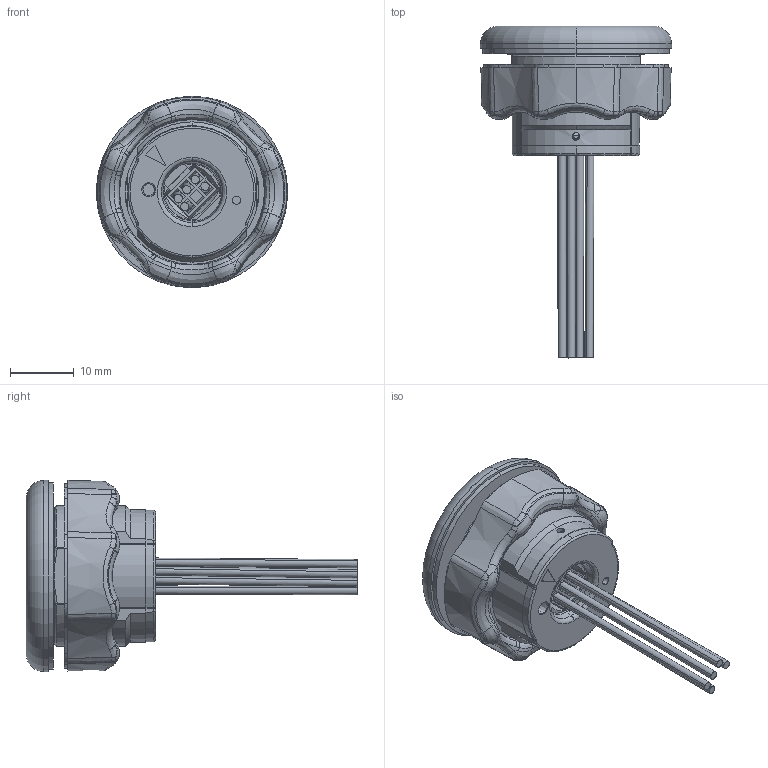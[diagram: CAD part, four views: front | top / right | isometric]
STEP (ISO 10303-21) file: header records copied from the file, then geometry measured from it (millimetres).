
FILE_DESCRIPTION (( 'STEP AP203' ), '1' );
FILE_NAME ('CS10KMMDU-B14-0A5F.step', '2024-12-17T17:46:18', ( '' ), ( '' ), 'SwSTEP 2.0', 'SolidWorks 2024', '' );
FILE_SCHEMA (( 'CONFIG_CONTROL_DESIGN' ));
Length unit declared in the file: inch
Products named in the file (1): CS10KMMDU-B14-0A5F
Bounding box: 30 x 52.05 x 30 mm (x, y, z)
Volume: 10640.5 mm3; surface area: 6448.3 mm2
Topology: 7 solids, 7 shells, 601 faces, 1555 edges, 971 vertices
Faces by surface type: bspline 223, plane 204, cone 97, cylinder 75, torus 2
Entity records: 24984 total; most frequent: CARTESIAN_POINT 11988, ORIENTED_EDGE 3094, DIRECTION 2145, EDGE_CURVE 1547, VERTEX_POINT 971, AXIS2_PLACEMENT_3D 790, EDGE_LOOP 640, ADVANCED_FACE 601
